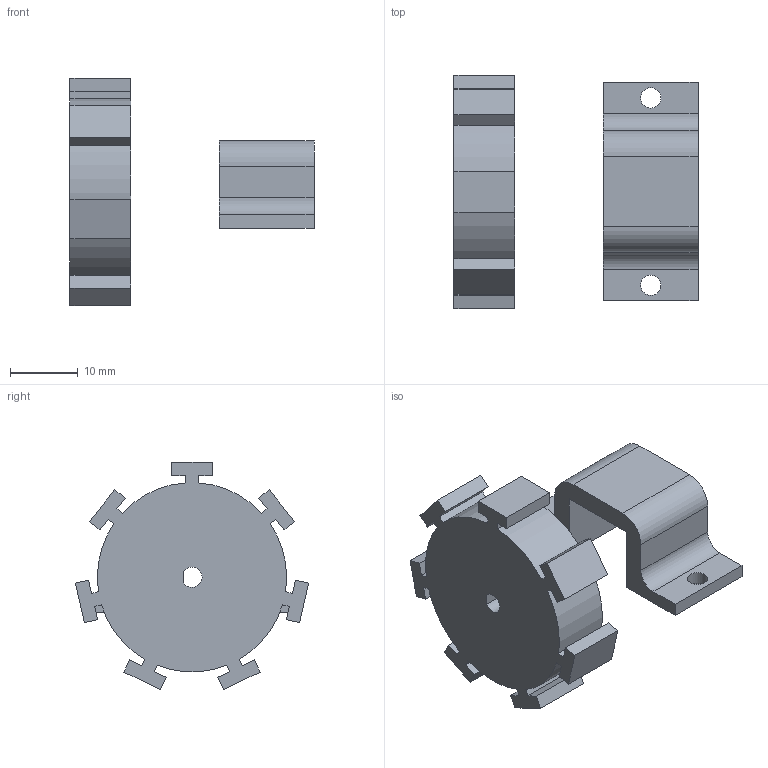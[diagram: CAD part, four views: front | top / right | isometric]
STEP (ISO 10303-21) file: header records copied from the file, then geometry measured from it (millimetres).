
FILE_DESCRIPTION(/* description */ (''),/* implementation_level */ '2;1');
FILE_NAME(/* name */ 'wheel hub.step',/* time_stamp */ '2025-12-05T03:52:07-05:00',/* author */ (''),/* organization */ (''),/* preprocessor_version */ 'ST-DEVELOPER v20.1',/* originating_system */ 'Autodesk Translation Framework v14.21.0.0',/* authorisation */ '');
FILE_SCHEMA (('AUTOMOTIVE_DESIGN { 1 0 10303 214 3 1 1 }'));
Length unit declared in the file: inch
Products named in the file (1): undercutter
Bounding box: 36.1 x 34.48 x 33.62 mm (x, y, z)
Volume: 8284.4 mm3; surface area: 4936.7 mm2
Topology: 2 solids, 2 shells, 80 faces, 228 edges, 152 vertices
Faces by surface type: plane 66, cylinder 14
Full cylindrical faces by diameter (mm): 3 x2
Entity records: 2706 total; most frequent: CARTESIAN_POINT 461, ORIENTED_EDGE 456, DIRECTION 418, EDGE_CURVE 228, LINE 200, VECTOR 200, VERTEX_POINT 152, AXIS2_PLACEMENT_3D 109
